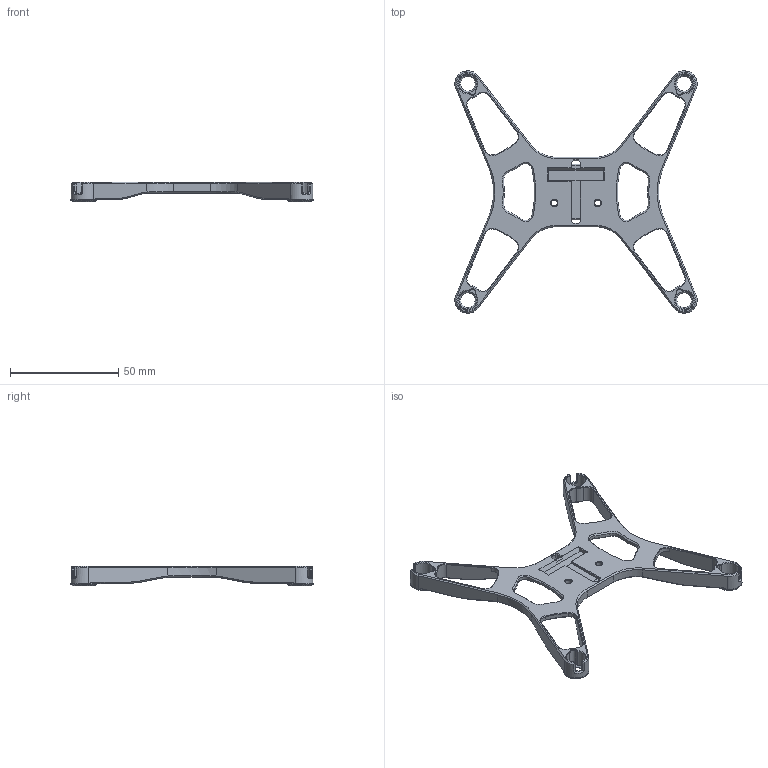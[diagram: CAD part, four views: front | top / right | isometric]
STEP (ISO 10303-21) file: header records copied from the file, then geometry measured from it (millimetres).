
FILE_DESCRIPTION(('STEP AP203'), '1');
FILE_NAME('Frame-Base', '2025-10-09T14:38:23', ('NewTToNN'), (''), 'C3D Converter', 'C3D Toolkit', '');
FILE_SCHEMA(('CONFIG_CONTROL_DESIGN'));
Length unit declared in the file: millimetre
Bounding box: 111.99 x 111.99 x 9 mm (x, y, z)
Volume: 11593.4 mm3; surface area: 13329.5 mm2
Topology: 1 solids, 1 shells, 546 faces, 1342 edges, 791 vertices
Faces by surface type: cone 168, plane 164, cylinder 102, bspline 96, torus 16
Full cylindrical faces by diameter (mm): 2.8 x2, 6.8 x4, 12 x4
Entity records: 19258 total; most frequent: CARTESIAN_POINT 7040, ORIENTED_EDGE 2636, DIRECTION 2344, EDGE_CURVE 1318, AXIS2_PLACEMENT_3D 843, VERTEX_POINT 791, LINE 658, VECTOR 658
